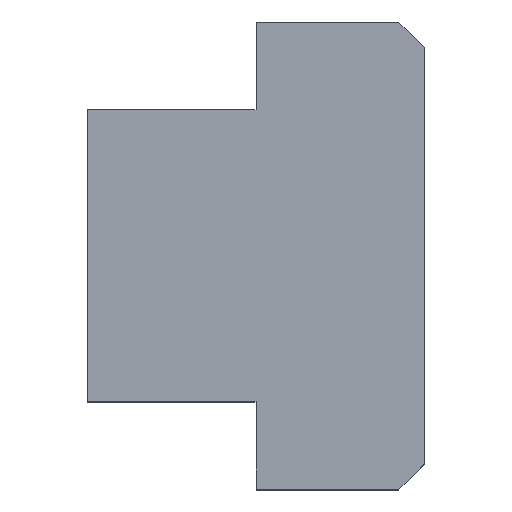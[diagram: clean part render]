
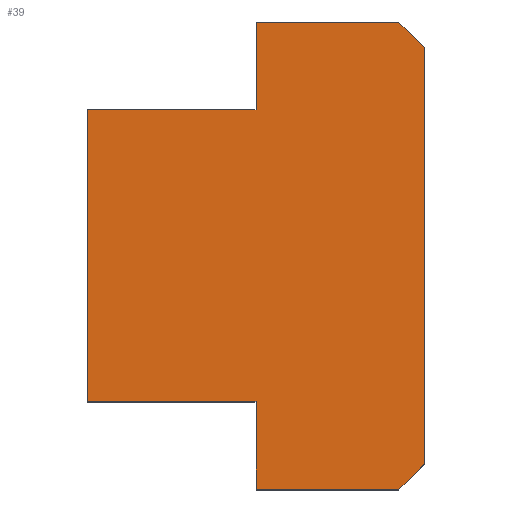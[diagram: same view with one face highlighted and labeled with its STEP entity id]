
A CAD part, top view. The second image highlights one B-rep face of the part: STEP entity #39.
In plain terms, the highlighted planar face has unit normal (0, 0, 1).
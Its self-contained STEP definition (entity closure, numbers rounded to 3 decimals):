
#39 = ADVANCED_FACE( '', ( #86 ), #87, .T. );
#86 = FACE_OUTER_BOUND( '', #143, .T. );
#87 = PLANE( '', #144 );
#143 = EDGE_LOOP( '', ( #194, #195, #196, #197, #198, #199, #200, #201, #202, #203 ) );
#144 = AXIS2_PLACEMENT_3D( '', #204, #205, #206 );
#194 = ORIENTED_EDGE( '', *, *, #322, .T. );
#195 = ORIENTED_EDGE( '', *, *, #323, .T. );
#196 = ORIENTED_EDGE( '', *, *, #324, .T. );
#197 = ORIENTED_EDGE( '', *, *, #325, .T. );
#198 = ORIENTED_EDGE( '', *, *, #326, .T. );
#199 = ORIENTED_EDGE( '', *, *, #327, .T. );
#200 = ORIENTED_EDGE( '', *, *, #328, .T. );
#201 = ORIENTED_EDGE( '', *, *, #329, .T. );
#202 = ORIENTED_EDGE( '', *, *, #330, .T. );
#203 = ORIENTED_EDGE( '', *, *, #331, .T. );
#204 = CARTESIAN_POINT( '', ( 0., 0., 12.5 ) );
#205 = DIRECTION( '', ( 0., 0., 1. ) );
#206 = DIRECTION( '', ( 1., 0., 0. ) );
#322 = EDGE_CURVE( '', #371, #372, #373, .T. );
#323 = EDGE_CURVE( '', #372, #374, #375, .T. );
#324 = EDGE_CURVE( '', #374, #376, #377, .T. );
#325 = EDGE_CURVE( '', #376, #378, #379, .T. );
#326 = EDGE_CURVE( '', #378, #380, #381, .T. );
#327 = EDGE_CURVE( '', #380, #382, #383, .T. );
#328 = EDGE_CURVE( '', #382, #384, #385, .T. );
#329 = EDGE_CURVE( '', #384, #386, #387, .T. );
#330 = EDGE_CURVE( '', #386, #388, #389, .T. );
#331 = EDGE_CURVE( '', #388, #371, #390, .T. );
#371 = VERTEX_POINT( '', #444 );
#372 = VERTEX_POINT( '', #445 );
#373 = LINE( '', #446, #447 );
#374 = VERTEX_POINT( '', #448 );
#375 = LINE( '', #449, #450 );
#376 = VERTEX_POINT( '', #451 );
#377 = LINE( '', #452, #453 );
#378 = VERTEX_POINT( '', #454 );
#379 = LINE( '', #455, #456 );
#380 = VERTEX_POINT( '', #457 );
#381 = LINE( '', #458, #459 );
#382 = VERTEX_POINT( '', #460 );
#383 = LINE( '', #461, #462 );
#384 = VERTEX_POINT( '', #463 );
#385 = LINE( '', #464, #465 );
#386 = VERTEX_POINT( '', #466 );
#387 = LINE( '', #467, #468 );
#388 = VERTEX_POINT( '', #469 );
#389 = LINE( '', #470, #471 );
#390 = LINE( '', #472, #473 );
#444 = CARTESIAN_POINT( '', ( -9., 7.8, 12.5 ) );
#445 = CARTESIAN_POINT( '', ( -9., -7.8, 12.5 ) );
#446 = CARTESIAN_POINT( '', ( -9., 7.8, 12.5 ) );
#447 = VECTOR( '', #546, 1000. );
#448 = CARTESIAN_POINT( '', ( 0., -7.8, 12.5 ) );
#449 = CARTESIAN_POINT( '', ( -9., -7.8, 12.5 ) );
#450 = VECTOR( '', #547, 1000. );
#451 = CARTESIAN_POINT( '', ( 0., -12.5, 12.5 ) );
#452 = CARTESIAN_POINT( '', ( 0., -7.8, 12.5 ) );
#453 = VECTOR( '', #548, 1000. );
#454 = CARTESIAN_POINT( '', ( 7.65, -12.5, 12.5 ) );
#455 = CARTESIAN_POINT( '', ( 0., -12.5, 12.5 ) );
#456 = VECTOR( '', #549, 1000. );
#457 = CARTESIAN_POINT( '', ( 9., -11.15, 12.5 ) );
#458 = CARTESIAN_POINT( '', ( 7.65, -12.5, 12.5 ) );
#459 = VECTOR( '', #550, 1000. );
#460 = CARTESIAN_POINT( '', ( 9., 11.15, 12.5 ) );
#461 = CARTESIAN_POINT( '', ( 9., -11.15, 12.5 ) );
#462 = VECTOR( '', #551, 1000. );
#463 = CARTESIAN_POINT( '', ( 7.65, 12.5, 12.5 ) );
#464 = CARTESIAN_POINT( '', ( 9., 11.15, 12.5 ) );
#465 = VECTOR( '', #552, 1000. );
#466 = CARTESIAN_POINT( '', ( 0., 12.5, 12.5 ) );
#467 = CARTESIAN_POINT( '', ( 7.65, 12.5, 12.5 ) );
#468 = VECTOR( '', #553, 1000. );
#469 = CARTESIAN_POINT( '', ( 0., 7.8, 12.5 ) );
#470 = CARTESIAN_POINT( '', ( 0., 12.5, 12.5 ) );
#471 = VECTOR( '', #554, 1000. );
#472 = CARTESIAN_POINT( '', ( 0., 7.8, 12.5 ) );
#473 = VECTOR( '', #555, 1000. );
#546 = DIRECTION( '', ( 0., -1., 0. ) );
#547 = DIRECTION( '', ( 1., 0., 0. ) );
#548 = DIRECTION( '', ( 0., -1., 0. ) );
#549 = DIRECTION( '', ( 1., 0., 0. ) );
#550 = DIRECTION( '', ( 0.707, 0.707, 0. ) );
#551 = DIRECTION( '', ( 0., 1., 0. ) );
#552 = DIRECTION( '', ( -0.707, 0.707, 0. ) );
#553 = DIRECTION( '', ( -1., 0., 0. ) );
#554 = DIRECTION( '', ( 0., -1., 0. ) );
#555 = DIRECTION( '', ( -1., 0., 0. ) );
